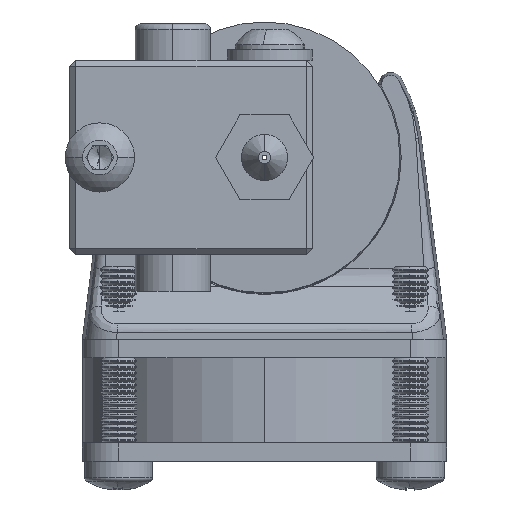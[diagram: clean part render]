
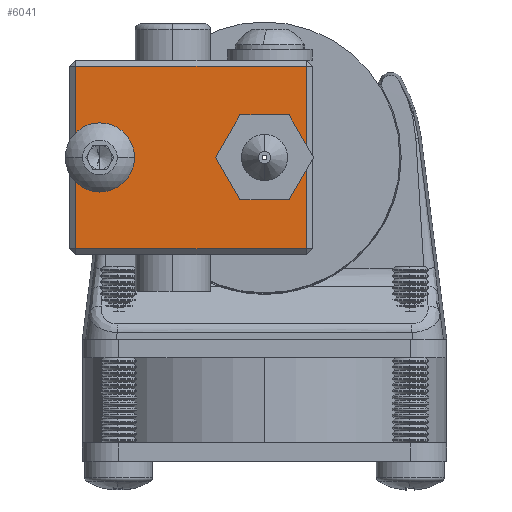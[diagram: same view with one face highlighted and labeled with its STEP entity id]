
A CAD part, front view. The second image highlights one B-rep face of the part: STEP entity #6041.
In plain terms, the highlighted planar face has unit normal (0, -1, 0).
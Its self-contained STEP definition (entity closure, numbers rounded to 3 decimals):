
#709 = CARTESIAN_POINT ( 'NONE',  ( -9.5, -5.75, 7.5 ) ) ;
#906 = VERTEX_POINT ( 'NONE', #10580 ) ;
#974 = VECTOR ( 'NONE', #13716, 1000. ) ;
#1382 = ORIENTED_EDGE ( 'NONE', *, *, #16595, .T. ) ;
#1660 = VECTOR ( 'NONE', #12573, 1000. ) ;
#2537 = EDGE_LOOP ( 'NONE', ( #14776, #11225 ) ) ;
#2590 = EDGE_CURVE ( 'NONE', #18335, #20482, #11105, .T. ) ;
#2638 = CIRCLE ( 'NONE', #16271, 1.25 ) ;
#2766 = CARTESIAN_POINT ( 'NONE',  ( 9.5, -5.75, -7.5 ) ) ;
#2800 = FACE_BOUND ( 'NONE', #17503, .T. ) ;
#2807 = CARTESIAN_POINT ( 'NONE',  ( -9.5, -5.75, 8. ) ) ;
#2818 = CARTESIAN_POINT ( 'NONE',  ( -7.5, -5.75, 0. ) ) ;
#2838 = VERTEX_POINT ( 'NONE', #22690 ) ;
#3088 = EDGE_CURVE ( 'NONE', #22695, #27647, #13833, .T. ) ;
#3525 = FACE_OUTER_BOUND ( 'NONE', #16594, .T. ) ;
#3546 = CARTESIAN_POINT ( 'NONE',  ( -9.5, -5.75, -7.5 ) ) ;
#3823 = CARTESIAN_POINT ( 'NONE',  ( 10., -5.75, -7.5 ) ) ;
#4077 = CARTESIAN_POINT ( 'NONE',  ( 6.054, -5.75, -3. ) ) ;
#5135 = DIRECTION ( 'NONE',  ( 0., 0., 1. ) ) ;
#5208 = ORIENTED_EDGE ( 'NONE', *, *, #2590, .T. ) ;
#5377 = AXIS2_PLACEMENT_3D ( 'NONE', #8898, #24957, #11224 ) ;
#5849 = EDGE_CURVE ( 'NONE', #20482, #22695, #6426, .T. ) ;
#5851 = CARTESIAN_POINT ( 'NONE',  ( 6.054, -5.75, 0. ) ) ;
#6041 = ADVANCED_FACE ( 'NONE', ( #27288, #2800, #3525 ), #19564, .F. ) ;
#6135 = EDGE_CURVE ( 'NONE', #27647, #18335, #23341, .T. ) ;
#6426 = LINE ( 'NONE', #29879, #974 ) ;
#6994 = VECTOR ( 'NONE', #9790, 1000. ) ;
#7504 = CIRCLE ( 'NONE', #5377, 3. ) ;
#7950 = VERTEX_POINT ( 'NONE', #20208 ) ;
#7979 = DIRECTION ( 'NONE',  ( 0., 1., 0. ) ) ;
#8162 = CARTESIAN_POINT ( 'NONE',  ( 9.5, -5.75, 7.5 ) ) ;
#8212 = DIRECTION ( 'NONE',  ( 0., 0., 1. ) ) ;
#8898 = CARTESIAN_POINT ( 'NONE',  ( 6.054, -5.75, 0. ) ) ;
#9790 = DIRECTION ( 'NONE',  ( 0., 0., -1. ) ) ;
#10580 = CARTESIAN_POINT ( 'NONE',  ( 6.054, -5.75, 3. ) ) ;
#11105 = LINE ( 'NONE', #14914, #1660 ) ;
#11224 = DIRECTION ( 'NONE',  ( 0., 0., 1. ) ) ;
#11225 = ORIENTED_EDGE ( 'NONE', *, *, #27646, .T. ) ;
#11239 = CIRCLE ( 'NONE', #23857, 1.25 ) ;
#12573 = DIRECTION ( 'NONE',  ( 0., 0., 1. ) ) ;
#12686 = CIRCLE ( 'NONE', #22512, 3. ) ;
#13716 = DIRECTION ( 'NONE',  ( -1., 0., 0. ) ) ;
#13833 = LINE ( 'NONE', #2807, #6994 ) ;
#14002 = EDGE_CURVE ( 'NONE', #2838, #7950, #11239, .T. ) ;
#14776 = ORIENTED_EDGE ( 'NONE', *, *, #25230, .T. ) ;
#14835 = CARTESIAN_POINT ( 'NONE',  ( -10., -5.75, 8. ) ) ;
#14914 = CARTESIAN_POINT ( 'NONE',  ( 9.5, -5.75, 8. ) ) ;
#16271 = AXIS2_PLACEMENT_3D ( 'NONE', #21766, #7979, #24056 ) ;
#16594 = EDGE_LOOP ( 'NONE', ( #22195, #17249, #5208, #24008 ) ) ;
#16595 = EDGE_CURVE ( 'NONE', #7950, #2838, #2638, .T. ) ;
#17249 = ORIENTED_EDGE ( 'NONE', *, *, #6135, .T. ) ;
#17503 = EDGE_LOOP ( 'NONE', ( #22242, #1382 ) ) ;
#17509 = AXIS2_PLACEMENT_3D ( 'NONE', #14835, #24067, #24168 ) ;
#18335 = VERTEX_POINT ( 'NONE', #2766 ) ;
#18973 = DIRECTION ( 'NONE',  ( 0., 1., 0. ) ) ;
#19564 = PLANE ( 'NONE',  #17509 ) ;
#20208 = CARTESIAN_POINT ( 'NONE',  ( -7.5, -5.75, -1.25 ) ) ;
#20482 = VERTEX_POINT ( 'NONE', #8162 ) ;
#21766 = CARTESIAN_POINT ( 'NONE',  ( -7.5, -5.75, 0. ) ) ;
#22010 = DIRECTION ( 'NONE',  ( 0., 1., 0. ) ) ;
#22195 = ORIENTED_EDGE ( 'NONE', *, *, #3088, .T. ) ;
#22242 = ORIENTED_EDGE ( 'NONE', *, *, #14002, .T. ) ;
#22296 = DIRECTION ( 'NONE',  ( 1., 0., 0. ) ) ;
#22512 = AXIS2_PLACEMENT_3D ( 'NONE', #5851, #22010, #8212 ) ;
#22690 = CARTESIAN_POINT ( 'NONE',  ( -7.5, -5.75, 1.25 ) ) ;
#22695 = VERTEX_POINT ( 'NONE', #709 ) ;
#23341 = LINE ( 'NONE', #3823, #25851 ) ;
#23857 = AXIS2_PLACEMENT_3D ( 'NONE', #2818, #18973, #5135 ) ;
#24008 = ORIENTED_EDGE ( 'NONE', *, *, #5849, .T. ) ;
#24056 = DIRECTION ( 'NONE',  ( 0., 0., 1. ) ) ;
#24067 = DIRECTION ( 'NONE',  ( 0., 1., 0. ) ) ;
#24168 = DIRECTION ( 'NONE',  ( 0., 0., 1. ) ) ;
#24957 = DIRECTION ( 'NONE',  ( 0., 1., 0. ) ) ;
#25230 = EDGE_CURVE ( 'NONE', #906, #28579, #7504, .T. ) ;
#25851 = VECTOR ( 'NONE', #22296, 1000. ) ;
#27288 = FACE_BOUND ( 'NONE', #2537, .T. ) ;
#27646 = EDGE_CURVE ( 'NONE', #28579, #906, #12686, .T. ) ;
#27647 = VERTEX_POINT ( 'NONE', #3546 ) ;
#28579 = VERTEX_POINT ( 'NONE', #4077 ) ;
#29879 = CARTESIAN_POINT ( 'NONE',  ( -10., -5.75, 7.5 ) ) ;
